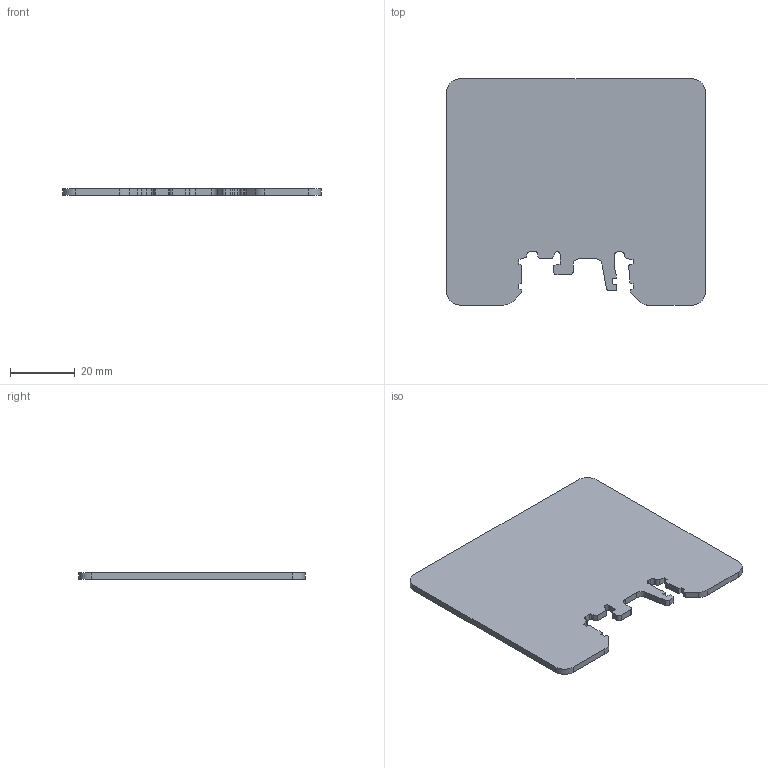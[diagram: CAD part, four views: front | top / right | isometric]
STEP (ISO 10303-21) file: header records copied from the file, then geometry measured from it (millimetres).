
FILE_DESCRIPTION(('OneSpaceDesigner STEP Export'),'2;1');
FILE_NAME('0706647_tpns_uk_select.stp','2004-10-01T14:21:54',(''),(''),'OneSpace Designer STEP processor (Jan. 2003) for AP203(Solid Model)','OneSpace Designer 12.01C 26-Mar-2004 (C) CoCreate Software GmbH','');
FILE_SCHEMA(('CONFIG_CONTROL_DESIGN'));
Length unit declared in the file: millimetre
Products named in the file (2): 0706647_tpns_uk_select
Assembly tree (1 placements, depth 2):
  0706647_tpns_uk_select
    0706647_tpns_uk_select
Bounding box: 80 x 70.05 x 2 mm (x, y, z)
Volume: 10258.1 mm3; surface area: 10984.7 mm2
Topology: 1 solids, 1 shells, 72 faces, 210 edges, 140 vertices
Faces by surface type: plane 50, cylinder 22
Entity records: 2585 total; most frequent: CARTESIAN_POINT 421, ORIENTED_EDGE 420, DIRECTION 396, EDGE_CURVE 210, VECTOR 166, LINE 166, VERTEX_POINT 140, AXIS2_PLACEMENT_3D 115
